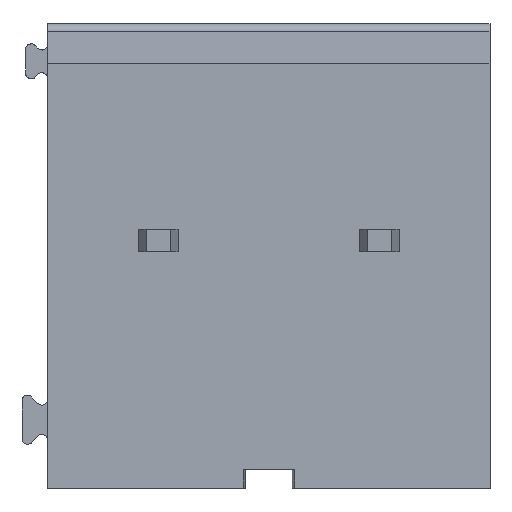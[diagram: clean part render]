
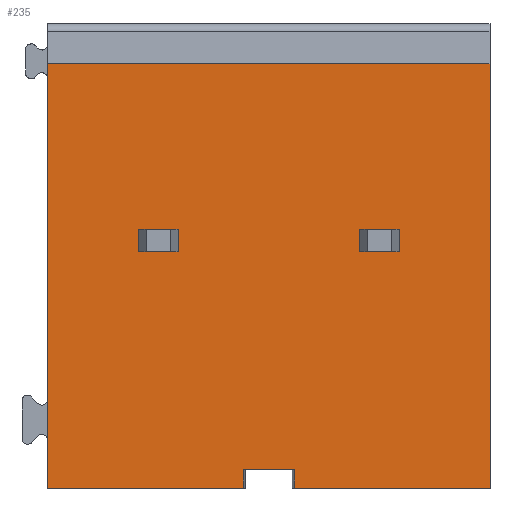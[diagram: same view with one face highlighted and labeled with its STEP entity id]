
A CAD part, front view. The second image highlights one B-rep face of the part: STEP entity #235.
In plain terms, the highlighted planar face has unit normal (0, -1, 0).
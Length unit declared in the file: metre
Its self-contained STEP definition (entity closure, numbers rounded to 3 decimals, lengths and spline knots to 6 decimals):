
#235=ADVANCED_FACE('',(#619,#620,#621),#622,.F.);
#619=FACE_BOUND('',#1161,.T.);
#620=FACE_OUTER_BOUND('',#1162,.T.);
#621=FACE_BOUND('',#1163,.T.);
#622=PLANE('',#1164);
#1161=EDGE_LOOP('',(#1828,#1829,#1830,#1831));
#1162=EDGE_LOOP('',(#1832,#1833,#1834,#1835,#1836,#1837,#1838,#1839));
#1163=EDGE_LOOP('',(#1840,#1841,#1842,#1843));
#1164=AXIS2_PLACEMENT_3D('',#1844,#1845,#1846);
#1828=ORIENTED_EDGE('',*,*,#3397,.T.);
#1829=ORIENTED_EDGE('',*,*,#3398,.T.);
#1830=ORIENTED_EDGE('',*,*,#3399,.T.);
#1831=ORIENTED_EDGE('',*,*,#3400,.T.);
#1832=ORIENTED_EDGE('',*,*,#3401,.T.);
#1833=ORIENTED_EDGE('',*,*,#3402,.F.);
#1834=ORIENTED_EDGE('',*,*,#3403,.F.);
#1835=ORIENTED_EDGE('',*,*,#3404,.F.);
#1836=ORIENTED_EDGE('',*,*,#3405,.T.);
#1837=ORIENTED_EDGE('',*,*,#3406,.T.);
#1838=ORIENTED_EDGE('',*,*,#3407,.F.);
#1839=ORIENTED_EDGE('',*,*,#3408,.F.);
#1840=ORIENTED_EDGE('',*,*,#3409,.T.);
#1841=ORIENTED_EDGE('',*,*,#3410,.T.);
#1842=ORIENTED_EDGE('',*,*,#3386,.T.);
#1843=ORIENTED_EDGE('',*,*,#3411,.T.);
#1844=CARTESIAN_POINT('',(0.03,0.0,-0.009597));
#1845=DIRECTION('',(0.0,1.0,0.0));
#1846=DIRECTION('',(-1.0,0.0,0.0));
#3386=EDGE_CURVE('',#4122,#4123,#4124,.T.);
#3397=EDGE_CURVE('',#4141,#4142,#4143,.T.);
#3398=EDGE_CURVE('',#4142,#4144,#4145,.T.);
#3399=EDGE_CURVE('',#4144,#4146,#4147,.T.);
#3400=EDGE_CURVE('',#4146,#4141,#4148,.T.);
#3401=EDGE_CURVE('',#4149,#4150,#4151,.T.);
#3402=EDGE_CURVE('',#4152,#4150,#4153,.T.);
#3403=EDGE_CURVE('',#4154,#4152,#4155,.T.);
#3404=EDGE_CURVE('',#4156,#4154,#4157,.T.);
#3405=EDGE_CURVE('',#4156,#4158,#4159,.T.);
#3406=EDGE_CURVE('',#4158,#4160,#4161,.T.);
#3407=EDGE_CURVE('',#4162,#4160,#4163,.T.);
#3408=EDGE_CURVE('',#4149,#4162,#4164,.T.);
#3409=EDGE_CURVE('',#4165,#4166,#4167,.T.);
#3410=EDGE_CURVE('',#4166,#4122,#4168,.T.);
#3411=EDGE_CURVE('',#4123,#4165,#4169,.T.);
#4122=VERTEX_POINT('',#5170);
#4123=VERTEX_POINT('',#5171);
#4124=LINE('',#5172,#5173);
#4141=VERTEX_POINT('',#5198);
#4142=VERTEX_POINT('',#5199);
#4143=LINE('',#5200,#5201);
#4144=VERTEX_POINT('',#5202);
#4145=LINE('',#5203,#5204);
#4146=VERTEX_POINT('',#5205);
#4147=LINE('',#5206,#5207);
#4148=LINE('',#5208,#5209);
#4149=VERTEX_POINT('',#5210);
#4150=VERTEX_POINT('',#5211);
#4151=LINE('',#5212,#5213);
#4152=VERTEX_POINT('',#5214);
#4153=LINE('',#5215,#5216);
#4154=VERTEX_POINT('',#5217);
#4155=LINE('',#5218,#5219);
#4156=VERTEX_POINT('',#5220);
#4157=LINE('',#5221,#5222);
#4158=VERTEX_POINT('',#5223);
#4159=LINE('',#5224,#5225);
#4160=VERTEX_POINT('',#5226);
#4161=LINE('',#5227,#5228);
#4162=VERTEX_POINT('',#5229);
#4163=LINE('',#5230,#5231);
#4164=LINE('',#5232,#5233);
#4165=VERTEX_POINT('',#5234);
#4166=VERTEX_POINT('',#5235);
#4167=LINE('',#5236,#5237);
#4168=LINE('',#5238,#5239);
#4169=LINE('',#5240,#5241);
#5170=CARTESIAN_POINT('',(0.02705,0.0,-0.00375));
#5171=CARTESIAN_POINT('',(0.02795,0.0,-0.00375));
#5172=CARTESIAN_POINT('',(0.03,0.0,-0.00375));
#5173=VECTOR('',#6460,1.0);
#5198=CARTESIAN_POINT('',(0.02295,0.0,-0.00425));
#5199=CARTESIAN_POINT('',(0.02205,0.0,-0.00425));
#5200=CARTESIAN_POINT('',(0.03,0.0,-0.00425));
#5201=VECTOR('',#6469,1.0);
#5202=CARTESIAN_POINT('',(0.02205,0.0,-0.00375));
#5203=CARTESIAN_POINT('',(0.02205,0.0,-0.009597));
#5204=VECTOR('',#6470,1.0);
#5205=CARTESIAN_POINT('',(0.02295,0.0,-0.00375));
#5206=CARTESIAN_POINT('',(0.03,0.0,-0.00375));
#5207=VECTOR('',#6471,1.0);
#5208=CARTESIAN_POINT('',(0.02295,0.0,-0.009597));
#5209=VECTOR('',#6472,1.0);
#5210=CARTESIAN_POINT('',(0.024419,0.0,-0.00918));
#5211=CARTESIAN_POINT('',(0.025581,0.0,-0.00918));
#5212=CARTESIAN_POINT('',(0.03,0.0,-0.00918));
#5213=VECTOR('',#6473,1.0);
#5214=CARTESIAN_POINT('',(0.025581,0.0,-0.0096));
#5215=CARTESIAN_POINT('',(0.025581,0.0,-0.009597));
#5216=VECTOR('',#6474,1.0);
#5217=CARTESIAN_POINT('',(0.03,0.0,-0.0096));
#5218=CARTESIAN_POINT('',(0.03,0.0,-0.0096));
#5219=VECTOR('',#6475,1.0);
#5220=CARTESIAN_POINT('',(0.03,0.0,0.0));
#5221=CARTESIAN_POINT('',(0.03,0.0,-0.009597));
#5222=VECTOR('',#6476,1.0);
#5223=CARTESIAN_POINT('',(0.02,0.0,0.0));
#5224=CARTESIAN_POINT('',(0.03,0.0,0.0));
#5225=VECTOR('',#6477,1.0);
#5226=CARTESIAN_POINT('',(0.02,0.0,-0.0096));
#5227=CARTESIAN_POINT('',(0.02,0.0,-0.009597));
#5228=VECTOR('',#6478,1.0);
#5229=CARTESIAN_POINT('',(0.024419,0.0,-0.0096));
#5230=CARTESIAN_POINT('',(0.03,0.0,-0.0096));
#5231=VECTOR('',#6479,1.0);
#5232=CARTESIAN_POINT('',(0.024419,0.0,-0.009597));
#5233=VECTOR('',#6480,1.0);
#5234=CARTESIAN_POINT('',(0.02795,0.0,-0.00425));
#5235=CARTESIAN_POINT('',(0.02705,0.0,-0.00425));
#5236=CARTESIAN_POINT('',(0.03,0.0,-0.00425));
#5237=VECTOR('',#6481,1.0);
#5238=CARTESIAN_POINT('',(0.02705,0.0,-0.009597));
#5239=VECTOR('',#6482,1.0);
#5240=CARTESIAN_POINT('',(0.02795,0.0,-0.009597));
#5241=VECTOR('',#6483,1.0);
#6460=DIRECTION('',(1.0,0.0,0.));
#6469=DIRECTION('',(-1.0,0.0,0.));
#6470=DIRECTION('',(0.,0.0,1.0));
#6471=DIRECTION('',(1.0,0.0,0.));
#6472=DIRECTION('',(0.,0.0,-1.0));
#6473=DIRECTION('',(1.0,0.0,0.0));
#6474=DIRECTION('',(0.,0.0,1.0));
#6475=DIRECTION('',(-1.0,0.0,0.0));
#6476=DIRECTION('',(0.0,0.0,-1.0));
#6477=DIRECTION('',(-1.0,0.0,0.0));
#6478=DIRECTION('',(0.0,0.0,-1.0));
#6479=DIRECTION('',(-1.0,0.0,0.0));
#6480=DIRECTION('',(0.,0.0,-1.0));
#6481=DIRECTION('',(-1.0,0.0,0.));
#6482=DIRECTION('',(0.,0.0,1.0));
#6483=DIRECTION('',(0.,0.0,-1.0));
